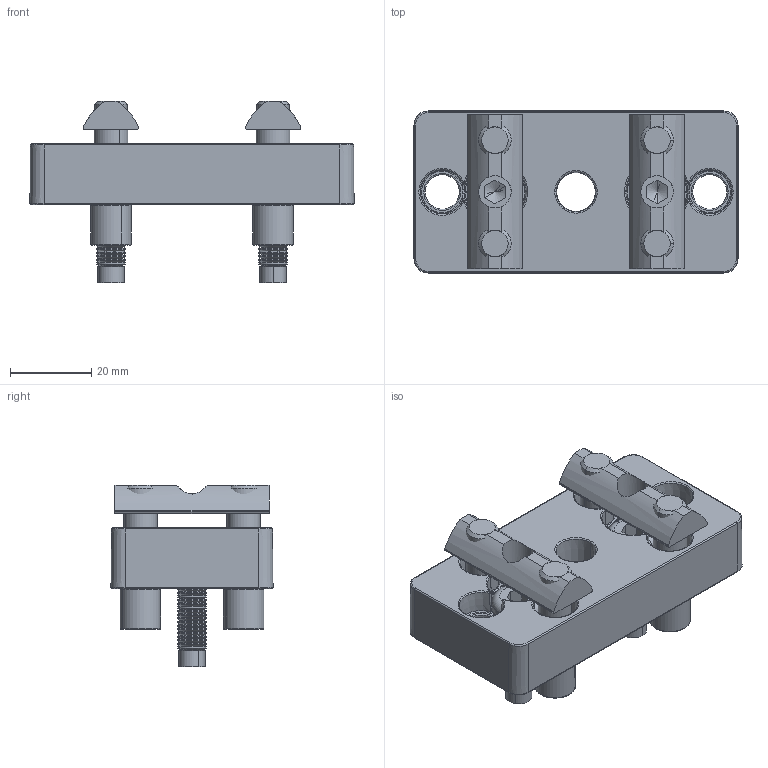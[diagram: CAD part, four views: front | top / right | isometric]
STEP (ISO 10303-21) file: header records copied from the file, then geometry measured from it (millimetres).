
FILE_DESCRIPTION (( 'STEP AP214' ), '1' );
FILE_NAME ('02_3D_Step_Files099E40800808RS02.step', '2023-03-28T19:31:48', ( '' ), ( '' ), 'SwSTEP 2.0', 'SolidWorks 2022', '' );
FILE_SCHEMA (( 'AUTOMOTIVE_DESIGN' ));
Length unit declared in the file: millimetre
Products named in the file (5): 340me481; 099e40800808r a Tab_099e40800808r; 02_3D_Step_Files099E40800808RS02; 093sf0725_Standard; 096008d38_096 008 d36 s02
Assembly tree (9 placements, depth 2):
  02_3D_Step_Files099E40800808RS02
    099e40800808r a Tab_099e40800808r
    340me481  x4
    093sf0725_Standard  x2
    096008d38_096 008 d36 s02  x2
Bounding box: 79.99 x 39.99 x 44.8 mm (x, y, z)
Volume: 40714.7 mm3; surface area: 27102 mm2
Topology: 9 solids, 9 shells, 1074 faces, 2611 edges, 1567 vertices
Faces by surface type: plane 342, cylinder 248, cone 236, torus 144, bspline 56, sphere 48
Entity records: 22161 total; most frequent: CARTESIAN_POINT 5525, DIRECTION 3711, ORIENTED_EDGE 3360, EDGE_CURVE 1680, AXIS2_PLACEMENT_3D 1546, VERTEX_POINT 988, CIRCLE 879, EDGE_LOOP 746
